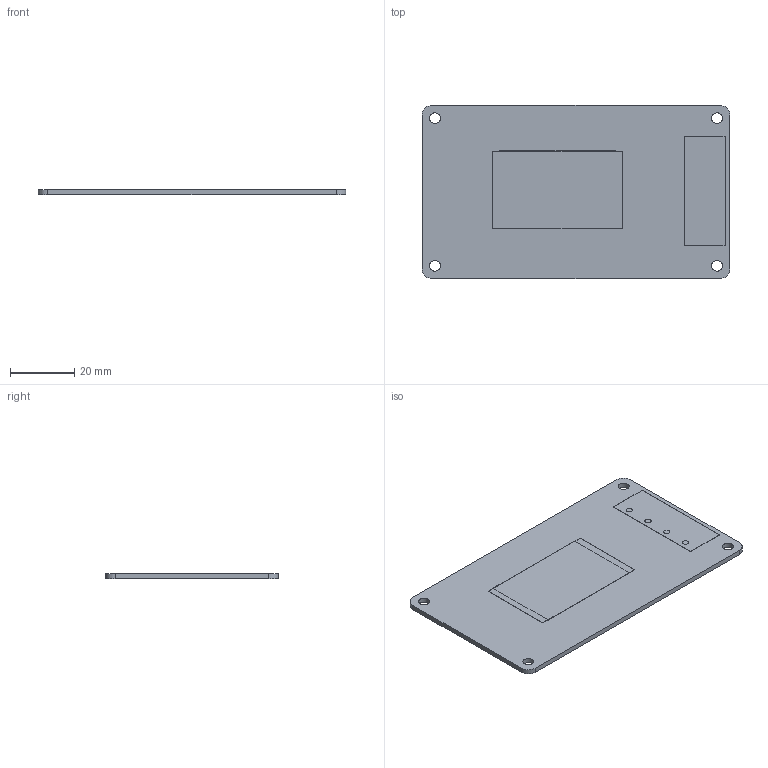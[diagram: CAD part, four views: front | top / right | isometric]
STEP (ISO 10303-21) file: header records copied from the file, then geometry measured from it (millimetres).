
FILE_DESCRIPTION(/* description */ (''),/* implementation_level */ '2;1');
FILE_NAME(/* name */ '5002fa50-fefd-43d4-b44b-d54ed2d6ced0.stp',/* time_stamp */ '2022-07-22T23:46:43Z',/* author */ (''),/* organization */ (''),/* preprocessor_version */ 'ST-DEVELOPER v19',/* originating_system */ 'Autodesk Translation Framework v11.7.0.108',/* authorisation */ '');
FILE_SCHEMA (('AUTOMOTIVE_DESIGN { 1 0 10303 214 3 1 1 }'));
Length unit declared in the file: millimetre
Products named in the file (5): 5002fa50-fefd-43d4-b44b-d54ed2d6ced0; PCB Component; Board; BARRIER_BLOCK-4PIN; XL4005-DEV
Assembly tree (4 placements, depth 3):
  5002fa50-fefd-43d4-b44b-d54ed2d6ced0
    PCB Component
      Board
      BARRIER_BLOCK-4PIN
      XL4005-DEV
Bounding box: 96 x 54 x 1.67 mm (x, y, z)
Volume: 6819.4 mm3; surface area: 12106.4 mm2
Topology: 3 solids, 3 shells, 34 faces, 84 edges, 56 vertices
Faces by surface type: plane 22, cylinder 12
Full cylindrical faces by diameter (mm): 1.905 x4, 3.4 x4
Entity records: 1210 total; most frequent: DIRECTION 194, CARTESIAN_POINT 183, ORIENTED_EDGE 168, EDGE_CURVE 84, AXIS2_PLACEMENT_3D 67, LINE 60, VECTOR 60, VERTEX_POINT 56
